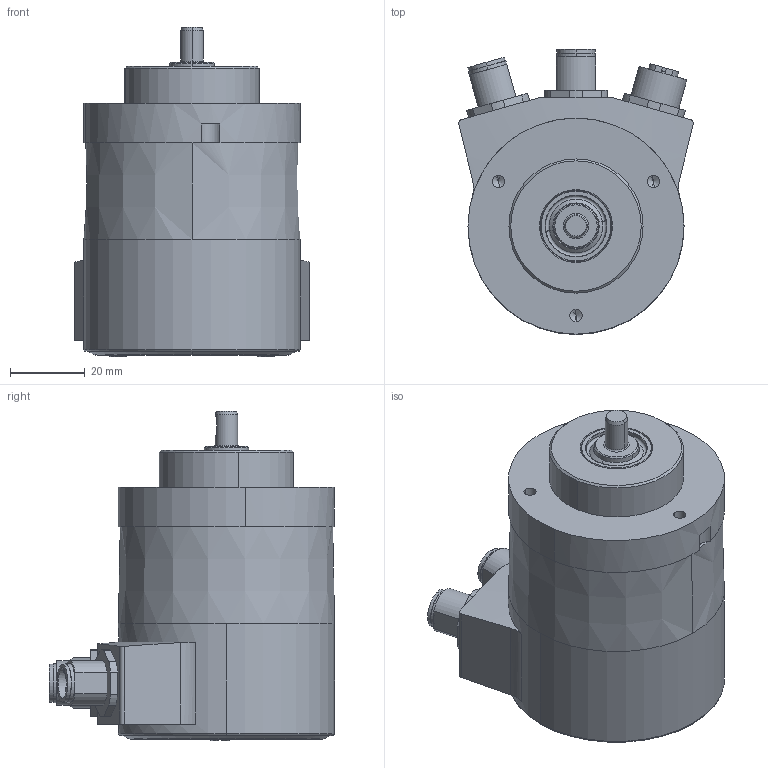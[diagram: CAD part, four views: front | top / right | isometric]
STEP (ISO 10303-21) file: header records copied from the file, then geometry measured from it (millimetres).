
FILE_DESCRIPTION((''),'2;1');
FILE_NAME('821641-01','2013-06-19T',('SE2562'),(''),'PRO/ENGINEER BY PARAMETRIC TECHNOLOGY CORPORATION, 2011410','PRO/ENGINEER BY PARAMETRIC TECHNOLOGY CORPORATION, 2011410','');
FILE_SCHEMA(('CONFIG_CONTROL_DESIGN'));
Length unit declared in the file: millimetre
Products named in the file (1): 821641-01
Bounding box: 62.91 x 76.5 x 88.5 mm (x, y, z)
Volume: 76592.2 mm3; surface area: 52769.2 mm2
Topology: 32 solids, 32 shells, 1005 faces, 2462 edges, 1585 vertices
Faces by surface type: plane 422, cylinder 407, cone 129, torus 38, sphere 9
Entity records: 30567 total; most frequent: CARTESIAN_POINT 6283, DIRECTION 5377, ORIENTED_EDGE 4856, EDGE_CURVE 2428, AXIS2_PLACEMENT_3D 2111, VERTEX_POINT 1585, VECTOR 1155, LINE 1155
